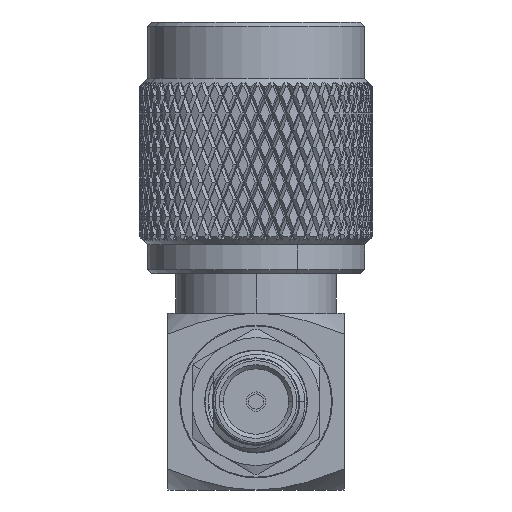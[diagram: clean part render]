
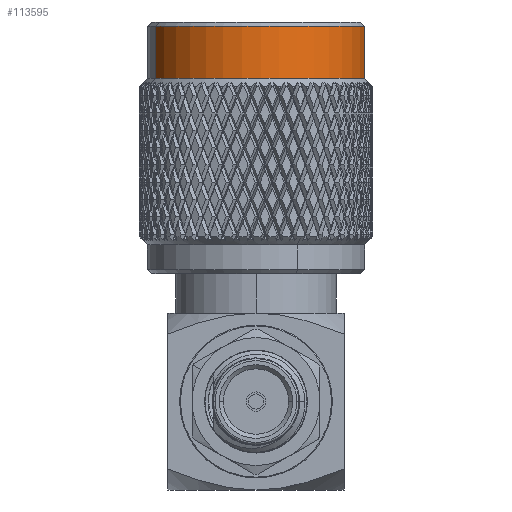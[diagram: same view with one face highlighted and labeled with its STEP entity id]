
A CAD part, left-side view. The second image highlights one B-rep face of the part: STEP entity #113595.
In plain terms, the highlighted cylindrical face has radius 6.756 mm (diameter 13.513 mm), a partial arc.
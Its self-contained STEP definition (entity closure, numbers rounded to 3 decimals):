
#2274 = VERTEX_POINT ( 'NONE', #27215 ) ;
#5799 = DIRECTION ( 'NONE',  ( 0., 0.382, -0.924 ) ) ;
#14041 = CARTESIAN_POINT ( 'NONE',  ( 23.346, 0., 0. ) ) ;
#14702 = DIRECTION ( 'NONE',  ( 0., -0.382, 0.924 ) ) ;
#18312 = VECTOR ( 'NONE', #118321, 1000. ) ;
#19129 = VECTOR ( 'NONE', #46828, 1000. ) ;
#19627 = CARTESIAN_POINT ( 'NONE',  ( 20.095, -2.58, 6.244 ) ) ;
#22876 = VERTEX_POINT ( 'NONE', #62723 ) ;
#25195 = EDGE_LOOP ( 'NONE', ( #62659, #102964, #79419, #66953 ) ) ;
#27215 = CARTESIAN_POINT ( 'NONE',  ( 23.346, -2.58, 6.244 ) ) ;
#27474 = CARTESIAN_POINT ( 'NONE',  ( 8.448, 0., 0. ) ) ;
#28131 = DIRECTION ( 'NONE',  ( 1., 0., 0. ) ) ;
#46828 = DIRECTION ( 'NONE',  ( 1., 0., 0. ) ) ;
#47887 = CIRCLE ( 'NONE', #78094, 6.756 ) ;
#58549 = CYLINDRICAL_SURFACE ( 'NONE', #85129, 6.756 ) ;
#62659 = ORIENTED_EDGE ( 'NONE', *, *, #72739, .F. ) ;
#62723 = CARTESIAN_POINT ( 'NONE',  ( 20.095, 2.58, -6.244 ) ) ;
#66720 = CARTESIAN_POINT ( 'NONE',  ( 23.346, 2.58, -6.244 ) ) ;
#66953 = ORIENTED_EDGE ( 'NONE', *, *, #74621, .T. ) ;
#68930 = DIRECTION ( 'NONE',  ( 0., -0.382, 0.924 ) ) ;
#72739 = EDGE_CURVE ( 'NONE', #108585, #2274, #100212, .T. ) ;
#74621 = EDGE_CURVE ( 'NONE', #92674, #2274, #99002, .T. ) ;
#75279 = AXIS2_PLACEMENT_3D ( 'NONE', #14041, #125604, #14702 ) ;
#75784 = CARTESIAN_POINT ( 'NONE',  ( 8.448, 2.58, -6.244 ) ) ;
#78094 = AXIS2_PLACEMENT_3D ( 'NONE', #97326, #117616, #68930 ) ;
#79419 = ORIENTED_EDGE ( 'NONE', *, *, #129869, .T. ) ;
#85129 = AXIS2_PLACEMENT_3D ( 'NONE', #27474, #28131, #5799 ) ;
#90733 = CARTESIAN_POINT ( 'NONE',  ( 8.448, -2.58, 6.244 ) ) ;
#92674 = VERTEX_POINT ( 'NONE', #66720 ) ;
#97326 = CARTESIAN_POINT ( 'NONE',  ( 20.095, 0., 0. ) ) ;
#98385 = EDGE_CURVE ( 'NONE', #22876, #108585, #47887, .T. ) ;
#99002 = CIRCLE ( 'NONE', #75279, 6.756 ) ;
#100212 = LINE ( 'NONE', #90733, #19129 ) ;
#102964 = ORIENTED_EDGE ( 'NONE', *, *, #98385, .F. ) ;
#107535 = LINE ( 'NONE', #75784, #18312 ) ;
#108585 = VERTEX_POINT ( 'NONE', #19627 ) ;
#109894 = FACE_OUTER_BOUND ( 'NONE', #25195, .T. ) ;
#113595 = ADVANCED_FACE ( 'NONE', ( #109894 ), #58549, .T. ) ;
#117616 = DIRECTION ( 'NONE',  ( -1., 0., 0. ) ) ;
#118321 = DIRECTION ( 'NONE',  ( 1., 0., 0. ) ) ;
#125604 = DIRECTION ( 'NONE',  ( -1., 0., 0. ) ) ;
#129869 = EDGE_CURVE ( 'NONE', #22876, #92674, #107535, .T. ) ;
